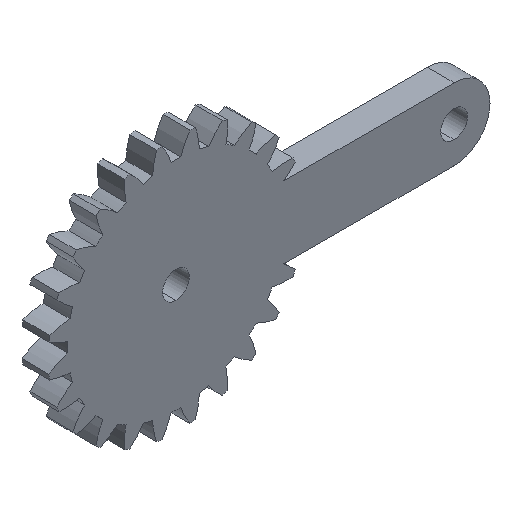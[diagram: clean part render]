
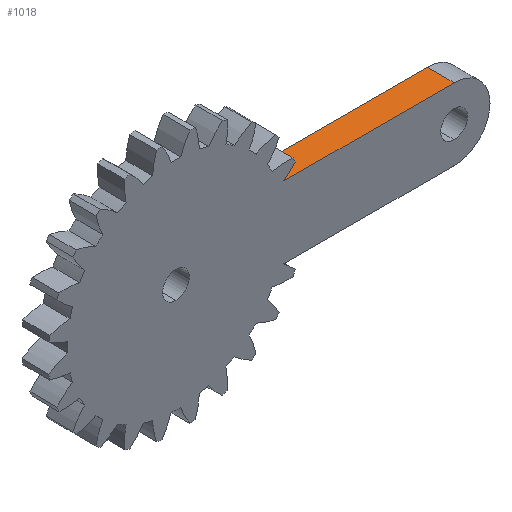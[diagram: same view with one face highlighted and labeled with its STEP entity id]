
A CAD part, isometric view. The second image highlights one B-rep face of the part: STEP entity #1018.
In plain terms, the highlighted planar face has unit normal (0, 0, 1).
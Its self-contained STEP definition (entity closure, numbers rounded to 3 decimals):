
#121 = ORIENTED_EDGE ( 'NONE', *, *, #505, .F. ) ;
#132 = CARTESIAN_POINT ( 'NONE',  ( 31., 3., 4. ) ) ;
#158 = ORIENTED_EDGE ( 'NONE', *, *, #2767, .F. ) ;
#302 = VECTOR ( 'NONE', #1265, 1000. ) ;
#357 = DIRECTION ( 'NONE',  ( 1., 0., 0. ) ) ;
#405 = FACE_OUTER_BOUND ( 'NONE', #3053, .T. ) ;
#496 = DIRECTION ( 'NONE',  ( 1., 0., 0. ) ) ;
#505 = EDGE_CURVE ( 'NONE', #1192, #3270, #2186, .T. ) ;
#1018 = ADVANCED_FACE ( 'NONE', ( #405 ), #2376, .F. ) ;
#1192 = VERTEX_POINT ( 'NONE', #2684 ) ;
#1251 = DIRECTION ( 'NONE',  ( 0., 0., -1. ) ) ;
#1265 = DIRECTION ( 'NONE',  ( 0., -1., 0. ) ) ;
#1434 = LINE ( 'NONE', #1945, #1641 ) ;
#1641 = VECTOR ( 'NONE', #3135, 1000. ) ;
#1642 = ORIENTED_EDGE ( 'NONE', *, *, #2858, .T. ) ;
#1774 = CARTESIAN_POINT ( 'NONE',  ( 12.033, 0., 4. ) ) ;
#1945 = CARTESIAN_POINT ( 'NONE',  ( 31., 3., 4. ) ) ;
#2012 = LINE ( 'NONE', #2863, #2102 ) ;
#2102 = VECTOR ( 'NONE', #357, 1000. ) ;
#2186 = LINE ( 'NONE', #3594, #2199 ) ;
#2199 = VECTOR ( 'NONE', #496, 1000. ) ;
#2359 = LINE ( 'NONE', #2947, #302 ) ;
#2360 = DIRECTION ( 'NONE',  ( -1., 0., 0. ) ) ;
#2371 = EDGE_CURVE ( 'NONE', #1192, #2699, #2359, .T. ) ;
#2376 = PLANE ( 'NONE',  #2500 ) ;
#2459 = VERTEX_POINT ( 'NONE', #3547 ) ;
#2500 = AXIS2_PLACEMENT_3D ( 'NONE', #132, #1251, #2360 ) ;
#2684 = CARTESIAN_POINT ( 'NONE',  ( 12.033, 3., 4. ) ) ;
#2699 = VERTEX_POINT ( 'NONE', #1774 ) ;
#2750 = CARTESIAN_POINT ( 'NONE',  ( 31., 3., 4. ) ) ;
#2767 = EDGE_CURVE ( 'NONE', #3270, #2459, #1434, .T. ) ;
#2858 = EDGE_CURVE ( 'NONE', #2699, #2459, #2012, .T. ) ;
#2863 = CARTESIAN_POINT ( 'NONE',  ( 31., 0., 4. ) ) ;
#2947 = CARTESIAN_POINT ( 'NONE',  ( 12.033, 3., 4. ) ) ;
#3053 = EDGE_LOOP ( 'NONE', ( #1642, #158, #121, #3391 ) ) ;
#3135 = DIRECTION ( 'NONE',  ( 0., -1., 0. ) ) ;
#3270 = VERTEX_POINT ( 'NONE', #2750 ) ;
#3391 = ORIENTED_EDGE ( 'NONE', *, *, #2371, .T. ) ;
#3547 = CARTESIAN_POINT ( 'NONE',  ( 31., 0., 4. ) ) ;
#3594 = CARTESIAN_POINT ( 'NONE',  ( 31., 3., 4. ) ) ;
